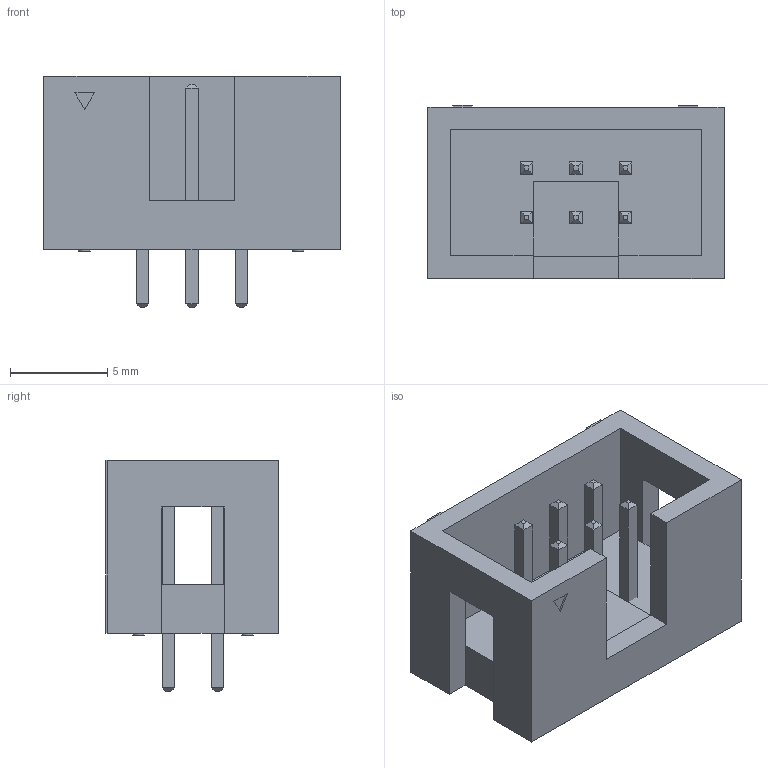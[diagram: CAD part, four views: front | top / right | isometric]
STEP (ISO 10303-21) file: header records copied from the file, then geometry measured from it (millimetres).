
FILE_DESCRIPTION(('FreeCAD Model'),'2;1');
FILE_NAME('ml_6_v.stp','2015-04-11T13:23:50',( 'FreeCAD'),('FreeCAD'),'Open CASCADE STEP processor 6.7','FreeCAD', 'Unknown');
FILE_SCHEMA(('AUTOMOTIVE_DESIGN_CC2 { 1 2 10303 214 -1 1 5 4 }'));
Length unit declared in the file: millimetre
Products named in the file (2): LinearPattern001; Array
Bounding box: 15.24 x 8.9 x 11.9 mm (x, y, z)
Volume: 604.7 mm3; surface area: 1064.2 mm2
Topology: 7 solids, 7 shells, 156 faces, 337 edges, 196 vertices
Faces by surface type: plane 152, cylinder 4
Full cylindrical faces by diameter (mm): 0.6 x4
Entity records: 8841 total; most frequent: CARTESIAN_POINT 1428, DIRECTION 1309, LINE 979, VECTOR 979, ORIENTED_EDGE 674, PCURVE 674, DEFINITIONAL_REPRESENTATION 674, EDGE_CURVE 337
